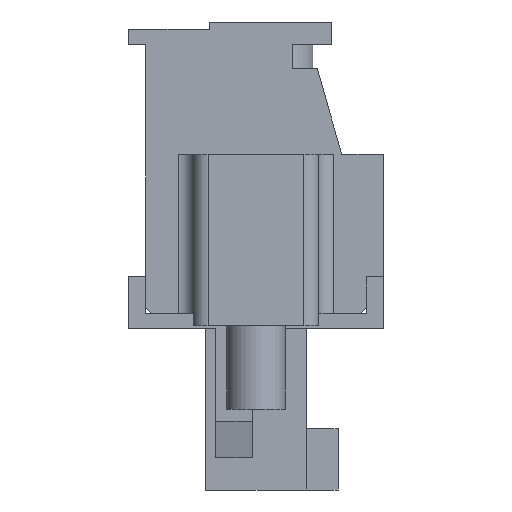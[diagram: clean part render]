
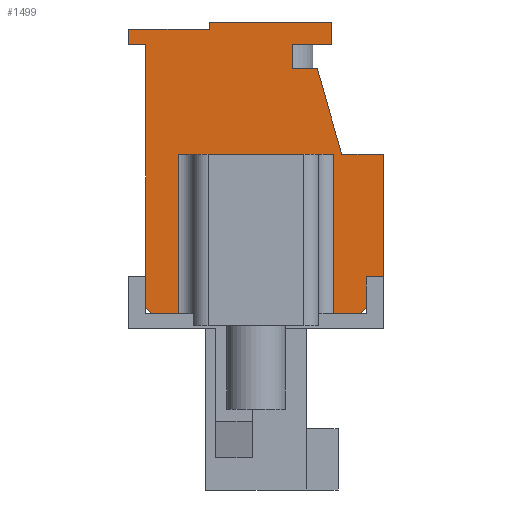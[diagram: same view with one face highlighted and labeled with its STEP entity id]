
A CAD part, left-side view. The second image highlights one B-rep face of the part: STEP entity #1499.
In plain terms, the highlighted planar face has unit normal (-1, 0, 0).
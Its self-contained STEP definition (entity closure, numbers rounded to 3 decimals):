
#1499 = ADVANCED_FACE( '', ( #2978 ), #2979, .T. );
#2978 = FACE_OUTER_BOUND( '', #4446, .T. );
#2979 = PLANE( '', #4447 );
#4446 = EDGE_LOOP( '', ( #8458, #8459, #8460, #8461, #8462, #8463, #8464, #8465, #8466, #8467, #8468, #8469, #8470, #8471, #8472, #8473, #8474, #8475, #8476, #8477, #8478, #8479 ) );
#4447 = AXIS2_PLACEMENT_3D( '', #8480, #8481, #8482 );
#8458 = ORIENTED_EDGE( '', *, *, #9873, .T. );
#8459 = ORIENTED_EDGE( '', *, *, #10407, .T. );
#8460 = ORIENTED_EDGE( '', *, *, #10324, .T. );
#8461 = ORIENTED_EDGE( '', *, *, #9333, .T. );
#8462 = ORIENTED_EDGE( '', *, *, #10175, .F. );
#8463 = ORIENTED_EDGE( '', *, *, #10544, .T. );
#8464 = ORIENTED_EDGE( '', *, *, #10327, .T. );
#8465 = ORIENTED_EDGE( '', *, *, #10553, .T. );
#8466 = ORIENTED_EDGE( '', *, *, #10452, .T. );
#8467 = ORIENTED_EDGE( '', *, *, #9925, .T. );
#8468 = ORIENTED_EDGE( '', *, *, #9324, .T. );
#8469 = ORIENTED_EDGE( '', *, *, #9229, .T. );
#8470 = ORIENTED_EDGE( '', *, *, #9672, .T. );
#8471 = ORIENTED_EDGE( '', *, *, #9886, .T. );
#8472 = ORIENTED_EDGE( '', *, *, #10492, .T. );
#8473 = ORIENTED_EDGE( '', *, *, #10499, .T. );
#8474 = ORIENTED_EDGE( '', *, *, #9104, .T. );
#8475 = ORIENTED_EDGE( '', *, *, #9577, .T. );
#8476 = ORIENTED_EDGE( '', *, *, #10144, .T. );
#8477 = ORIENTED_EDGE( '', *, *, #9587, .T. );
#8478 = ORIENTED_EDGE( '', *, *, #10554, .T. );
#8479 = ORIENTED_EDGE( '', *, *, #9099, .T. );
#8480 = CARTESIAN_POINT( '', ( -5.25, 0., 0. ) );
#8481 = DIRECTION( '', ( -1., 0., 0. ) );
#8482 = DIRECTION( '', ( 0., 0., 1. ) );
#9099 = EDGE_CURVE( '', #10936, #10937, #10938, .T. );
#9104 = EDGE_CURVE( '', #10945, #10946, #10947, .T. );
#9229 = EDGE_CURVE( '', #11164, #11165, #11166, .T. );
#9324 = EDGE_CURVE( '', #11303, #11164, #11327, .T. );
#9333 = EDGE_CURVE( '', #11336, #11340, #11342, .F. );
#9577 = EDGE_CURVE( '', #10946, #11745, #11746, .T. );
#9587 = EDGE_CURVE( '', #11760, #11761, #11762, .T. );
#9672 = EDGE_CURVE( '', #11165, #11892, #11893, .T. );
#9873 = EDGE_CURVE( '', #10937, #12193, #12195, .T. );
#9886 = EDGE_CURVE( '', #11892, #12209, #12211, .T. );
#9925 = EDGE_CURVE( '', #12263, #11303, #12266, .T. );
#10144 = EDGE_CURVE( '', #11745, #11760, #12569, .T. );
#10175 = EDGE_CURVE( '', #12607, #11340, #12609, .T. );
#10324 = EDGE_CURVE( '', #12796, #11336, #12797, .T. );
#10327 = EDGE_CURVE( '', #12801, #12799, #12802, .T. );
#10407 = EDGE_CURVE( '', #12193, #12796, #12891, .F. );
#10452 = EDGE_CURVE( '', #12945, #12263, #12946, .T. );
#10492 = EDGE_CURVE( '', #12209, #12987, #12989, .T. );
#10499 = EDGE_CURVE( '', #12987, #10945, #12996, .T. );
#10544 = EDGE_CURVE( '', #12607, #12801, #13042, .F. );
#10553 = EDGE_CURVE( '', #12799, #12945, #13051, .F. );
#10554 = EDGE_CURVE( '', #11761, #10936, #13052, .T. );
#10936 = VERTEX_POINT( '', #13590 );
#10937 = VERTEX_POINT( '', #13591 );
#10938 = LINE( '', #13592, #13593 );
#10945 = VERTEX_POINT( '', #13603 );
#10946 = VERTEX_POINT( '', #13604 );
#10947 = LINE( '', #13605, #13606 );
#11164 = VERTEX_POINT( '', #13910 );
#11165 = VERTEX_POINT( '', #13911 );
#11166 = LINE( '', #13912, #13913 );
#11303 = VERTEX_POINT( '', #14098 );
#11327 = LINE( '', #14135, #14136 );
#11336 = VERTEX_POINT( '', #14148 );
#11340 = VERTEX_POINT( '', #14153 );
#11342 = LINE( '', #14155, #14156 );
#11745 = VERTEX_POINT( '', #14748 );
#11746 = LINE( '', #14749, #14750 );
#11760 = VERTEX_POINT( '', #14767 );
#11761 = VERTEX_POINT( '', #14768 );
#11762 = LINE( '', #14769, #14770 );
#11892 = VERTEX_POINT( '', #14973 );
#11893 = LINE( '', #14974, #14975 );
#12193 = VERTEX_POINT( '', #15407 );
#12195 = LINE( '', #15410, #15411 );
#12209 = VERTEX_POINT( '', #15440 );
#12211 = LINE( '', #15443, #15444 );
#12263 = VERTEX_POINT( '', #15520 );
#12266 = LINE( '', #15525, #15526 );
#12569 = LINE( '', #15973, #15974 );
#12607 = VERTEX_POINT( '', #16029 );
#12609 = LINE( '', #16031, #16032 );
#12796 = VERTEX_POINT( '', #16307 );
#12797 = LINE( '', #16308, #16309 );
#12799 = VERTEX_POINT( '', #16312 );
#12801 = VERTEX_POINT( '', #16315 );
#12802 = LINE( '', #16316, #16317 );
#12891 = LINE( '', #16442, #16443 );
#12945 = VERTEX_POINT( '', #16524 );
#12946 = LINE( '', #16525, #16526 );
#12987 = VERTEX_POINT( '', #16583 );
#12989 = LINE( '', #16586, #16587 );
#12996 = LINE( '', #16597, #16598 );
#13042 = LINE( '', #16659, #16660 );
#13051 = LINE( '', #16671, #16672 );
#13052 = LINE( '', #16673, #16674 );
#13590 = CARTESIAN_POINT( '', ( -5.25, 5.2, 5.74 ) );
#13591 = CARTESIAN_POINT( '', ( -5.25, 4.5, 5.74 ) );
#13592 = CARTESIAN_POINT( '', ( -5.25, 5.2, 5.74 ) );
#13593 = VECTOR( '', #16900, 1000. );
#13603 = CARTESIAN_POINT( '', ( -5.25, -3.1, 5.76 ) );
#13604 = CARTESIAN_POINT( '', ( -5.25, -3.1, 6.66 ) );
#13605 = CARTESIAN_POINT( '', ( -5.25, -3.1, 5.76 ) );
#13606 = VECTOR( '', #16904, 1000. );
#13910 = CARTESIAN_POINT( '', ( -5.25, -5.2, 1.26 ) );
#13911 = CARTESIAN_POINT( '', ( -5.25, -3.5, 1.26 ) );
#13912 = CARTESIAN_POINT( '', ( -5.25, -5.2, 1.26 ) );
#13913 = VECTOR( '', #17044, 1000. );
#14098 = CARTESIAN_POINT( '', ( -5.25, -5.2, -3.74 ) );
#14135 = CARTESIAN_POINT( '', ( -5.25, -5.2, -3.74 ) );
#14136 = VECTOR( '', #17151, 1000. );
#14148 = CARTESIAN_POINT( '', ( -5.25, 3.15, -5.24 ) );
#14153 = CARTESIAN_POINT( '', ( -5.25, 3.15, 1.26 ) );
#14155 = CARTESIAN_POINT( '', ( -5.25, 3.15, 0. ) );
#14156 = VECTOR( '', #17162, 1000. );
#14748 = CARTESIAN_POINT( '', ( -5.25, 1.9, 6.66 ) );
#14749 = CARTESIAN_POINT( '', ( -5.25, -3.1, 6.66 ) );
#14750 = VECTOR( '', #17391, 1000. );
#14767 = CARTESIAN_POINT( '', ( -5.25, 1.9, 6.36 ) );
#14768 = CARTESIAN_POINT( '', ( -5.25, 5.2, 6.36 ) );
#14769 = CARTESIAN_POINT( '', ( -5.25, 1.9, 6.36 ) );
#14770 = VECTOR( '', #17407, 1000. );
#14973 = CARTESIAN_POINT( '', ( -5.25, -2.5, 4.76 ) );
#14974 = CARTESIAN_POINT( '', ( -5.25, -3.5, 1.26 ) );
#14975 = VECTOR( '', #17485, 1000. );
#15407 = CARTESIAN_POINT( '', ( -5.25, 4.5, -4.99 ) );
#15410 = CARTESIAN_POINT( '', ( -5.25, 4.5, 5.74 ) );
#15411 = VECTOR( '', #17681, 1000. );
#15440 = CARTESIAN_POINT( '', ( -5.25, -1.5, 4.76 ) );
#15443 = CARTESIAN_POINT( '', ( -5.25, -1.5, 4.76 ) );
#15444 = VECTOR( '', #17688, 1000. );
#15520 = CARTESIAN_POINT( '', ( -5.25, -4.5, -3.74 ) );
#15525 = CARTESIAN_POINT( '', ( -5.25, -4.5, -3.74 ) );
#15526 = VECTOR( '', #17731, 1000. );
#15973 = CARTESIAN_POINT( '', ( -5.25, 1.9, 6.66 ) );
#15974 = VECTOR( '', #17939, 1000. );
#16029 = CARTESIAN_POINT( '', ( -5.25, -3.15, 1.26 ) );
#16031 = CARTESIAN_POINT( '', ( -5.25, -2.55, 1.26 ) );
#16032 = VECTOR( '', #17969, 1000. );
#16307 = CARTESIAN_POINT( '', ( -5.25, 4.25, -5.24 ) );
#16308 = CARTESIAN_POINT( '', ( -5.25, 0., -5.24 ) );
#16309 = VECTOR( '', #18093, 1000. );
#16312 = CARTESIAN_POINT( '', ( -5.25, -4.25, -5.24 ) );
#16315 = CARTESIAN_POINT( '', ( -5.25, -3.15, -5.24 ) );
#16316 = CARTESIAN_POINT( '', ( -5.25, 0., -5.24 ) );
#16317 = VECTOR( '', #18096, 1000. );
#16442 = CARTESIAN_POINT( '', ( -5.25, 4.745, -4.745 ) );
#16443 = VECTOR( '', #18166, 1000. );
#16524 = CARTESIAN_POINT( '', ( -5.25, -4.5, -4.99 ) );
#16525 = CARTESIAN_POINT( '', ( -5.25, -4.5, -5.74 ) );
#16526 = VECTOR( '', #18200, 1000. );
#16583 = CARTESIAN_POINT( '', ( -5.25, -1.5, 5.76 ) );
#16586 = CARTESIAN_POINT( '', ( -5.25, -1.5, 4.76 ) );
#16587 = VECTOR( '', #18223, 1000. );
#16597 = CARTESIAN_POINT( '', ( -5.25, -1.5, 5.76 ) );
#16598 = VECTOR( '', #18227, 1000. );
#16659 = CARTESIAN_POINT( '', ( -5.25, -3.15, 0. ) );
#16660 = VECTOR( '', #18242, 1000. );
#16671 = CARTESIAN_POINT( '', ( -5.25, -4.745, -4.745 ) );
#16672 = VECTOR( '', #18245, 1000. );
#16673 = CARTESIAN_POINT( '', ( -5.25, 5.2, 6.36 ) );
#16674 = VECTOR( '', #18246, 1000. );
#16900 = DIRECTION( '', ( 0., -1., 0. ) );
#16904 = DIRECTION( '', ( 0., 0., 1. ) );
#17044 = DIRECTION( '', ( 0., 1., 0. ) );
#17151 = DIRECTION( '', ( 0., 0., 1. ) );
#17162 = DIRECTION( '', ( 0., 0., -1. ) );
#17391 = DIRECTION( '', ( 0., 1., 0. ) );
#17407 = DIRECTION( '', ( 0., 1., 0. ) );
#17485 = DIRECTION( '', ( 0., 0.275, 0.962 ) );
#17681 = DIRECTION( '', ( 0., 0., -1. ) );
#17688 = DIRECTION( '', ( 0., 1., 0. ) );
#17731 = DIRECTION( '', ( 0., -1., 0. ) );
#17939 = DIRECTION( '', ( 0., 0., -1. ) );
#17969 = DIRECTION( '', ( 0., 1., 0. ) );
#18093 = DIRECTION( '', ( 0., -1., 0. ) );
#18096 = DIRECTION( '', ( 0., -1., 0. ) );
#18166 = DIRECTION( '', ( 0., 0.707, 0.707 ) );
#18200 = DIRECTION( '', ( 0., 0., 1. ) );
#18223 = DIRECTION( '', ( 0., 0., 1. ) );
#18227 = DIRECTION( '', ( 0., -1., 0. ) );
#18242 = DIRECTION( '', ( 0., 0., 1. ) );
#18245 = DIRECTION( '', ( 0., 0.707, -0.707 ) );
#18246 = DIRECTION( '', ( 0., 0., -1. ) );
